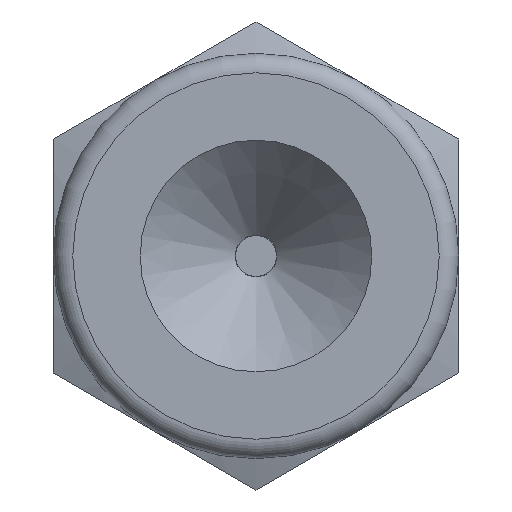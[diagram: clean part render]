
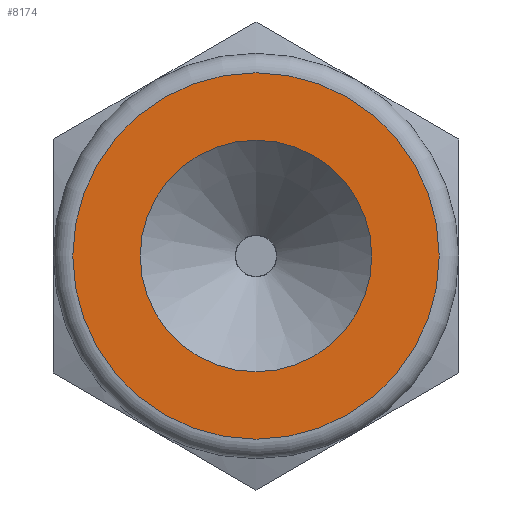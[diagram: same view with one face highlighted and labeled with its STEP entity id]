
A CAD part, left-side view. The second image highlights one B-rep face of the part: STEP entity #8174.
In plain terms, the highlighted planar face has unit normal (-1, 0, 0).
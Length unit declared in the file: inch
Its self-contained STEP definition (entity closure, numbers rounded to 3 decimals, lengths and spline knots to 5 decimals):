
#344 = CARTESIAN_POINT ( 'NONE',  ( 0.08813, 0., 0.2825 ) ) ;
#833 = AXIS2_PLACEMENT_3D ( 'NONE', #8979, #1284, #2075 ) ;
#877 = DIRECTION ( 'NONE',  ( 0., 0., 1. ) ) ;
#914 = AXIS2_PLACEMENT_3D ( 'NONE', #7764, #1632, #877 ) ;
#1098 = CIRCLE ( 'NONE', #833, 0.17853 ) ;
#1284 = DIRECTION ( 'NONE',  ( 1., 0., 0. ) ) ;
#1632 = DIRECTION ( 'NONE',  ( -1., 0., 0. ) ) ;
#1795 = EDGE_CURVE ( 'NONE', #6439, #6439, #1098, .T. ) ;
#2075 = DIRECTION ( 'NONE',  ( 0., 0., -1. ) ) ;
#2461 = ORIENTED_EDGE ( 'NONE', *, *, #6605, .T. ) ;
#2517 = FACE_OUTER_BOUND ( 'NONE', #2691, .T. ) ;
#2691 = EDGE_LOOP ( 'NONE', ( #2461 ) ) ;
#3250 = AXIS2_PLACEMENT_3D ( 'NONE', #3986, #3882, #9371 ) ;
#3882 = DIRECTION ( 'NONE',  ( -1., 0., 0. ) ) ;
#3961 = FACE_BOUND ( 'NONE', #7735, .T. ) ;
#3986 = CARTESIAN_POINT ( 'NONE',  ( 0.08813, 0., 0. ) ) ;
#4199 = CARTESIAN_POINT ( 'NONE',  ( 0.08813, 0., -0.17853 ) ) ;
#5142 = ORIENTED_EDGE ( 'NONE', *, *, #1795, .T. ) ;
#5974 = VERTEX_POINT ( 'NONE', #344 ) ;
#6439 = VERTEX_POINT ( 'NONE', #4199 ) ;
#6605 = EDGE_CURVE ( 'NONE', #5974, #5974, #8094, .T. ) ;
#7735 = EDGE_LOOP ( 'NONE', ( #5142 ) ) ;
#7764 = CARTESIAN_POINT ( 'NONE',  ( 0.08813, 0.17853, 0. ) ) ;
#8094 = CIRCLE ( 'NONE', #3250, 0.2825 ) ;
#8174 = ADVANCED_FACE ( 'NONE', ( #2517, #3961 ), #9391, .T. ) ;
#8979 = CARTESIAN_POINT ( 'NONE',  ( 0.08813, 0., 0. ) ) ;
#9371 = DIRECTION ( 'NONE',  ( 0., 0., 1. ) ) ;
#9391 = PLANE ( 'NONE',  #914 ) ;
